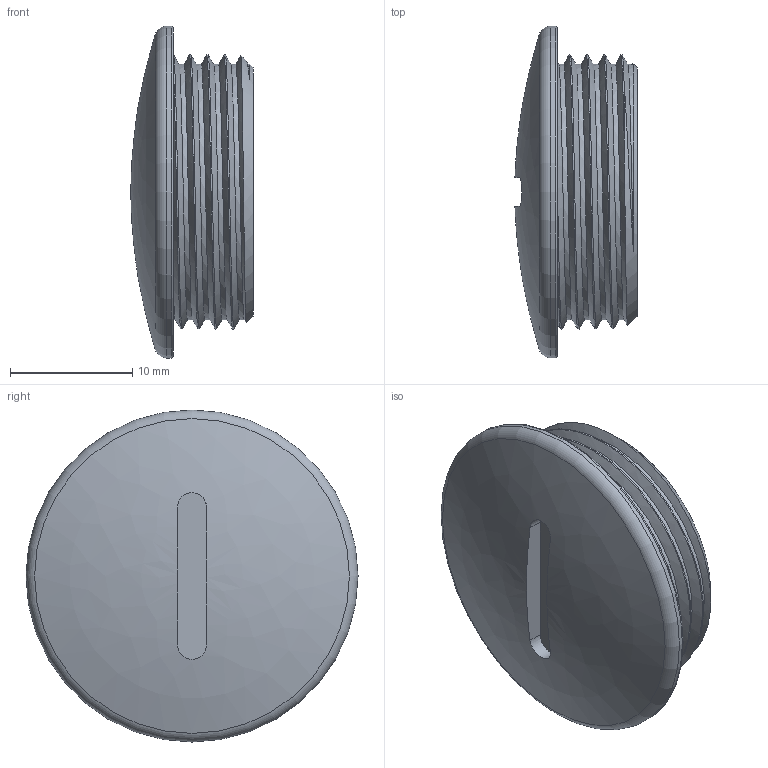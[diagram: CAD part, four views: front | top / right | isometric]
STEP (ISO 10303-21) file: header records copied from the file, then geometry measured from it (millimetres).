
FILE_DESCRIPTION(/* description */ ('Verschlussschraube PG'),/* implementation_level */ '2;1');
FILE_NAME(/* name */ '11007416-RST.stp',/* time_stamp */ '2022-01-12T10:21:52+01:00',/* author */ ('sl'),/* organization */ (''),/* preprocessor_version */ 'ST-DEVELOPER v16.5',/* originating_system */ 'Autodesk Inventor 2017',/* authorisation */ '');
FILE_SCHEMA (('AUTOMOTIVE_DESIGN { 1 0 10303 214 3 1 1 }'));
Length unit declared in the file: millimetre
Products named in the file (1): 11007416
Bounding box: 9.97 x 27.11 x 27.11 mm (x, y, z)
Volume: 1845.7 mm3; surface area: 2351.3 mm2
Topology: 1 solids, 1 shells, 25 faces, 60 edges, 39 vertices
Faces by surface type: plane 10, cylinder 8, bspline 3, torus 3, cone 1
Full cylindrical faces by diameter (mm): 18.58 x1, 27.11 x1
Entity records: 1674 total; most frequent: CARTESIAN_POINT 1118, ORIENTED_EDGE 104, DIRECTION 104, EDGE_CURVE 52, AXIS2_PLACEMENT_3D 45, VERTEX_POINT 37, EDGE_LOOP 33, FACE_OUTER_BOUND 25
